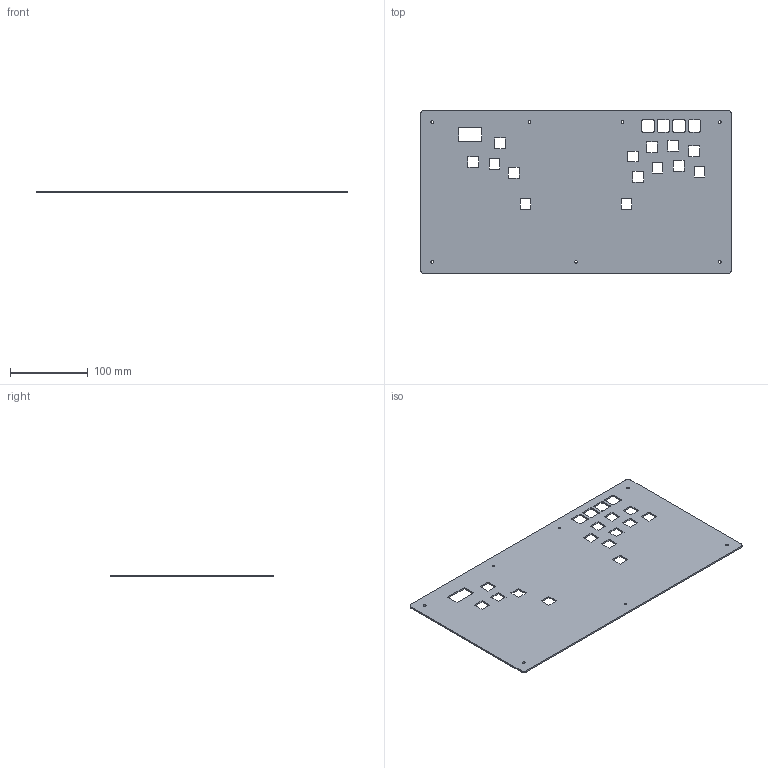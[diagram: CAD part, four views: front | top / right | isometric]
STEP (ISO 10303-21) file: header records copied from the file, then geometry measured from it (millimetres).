
FILE_DESCRIPTION(('FreeCAD Model'),'2;1');
FILE_NAME('Open CASCADE Shape Model','2024-02-07T16:32:16',(''),(''), 'Open CASCADE STEP processor 7.7','FreeCAD','Unknown');
FILE_SCHEMA(('AUTOMOTIVE_DESIGN { 1 0 10303 214 1 1 1 1 }'));
Length unit declared in the file: millimetre
Products named in the file (1): middle
Bounding box: 400 x 210 x 2 mm (x, y, z)
Volume: 159301.4 mm3; surface area: 164114.3 mm2
Topology: 1 solids, 1 shells, 109 faces, 321 edges, 214 vertices
Faces by surface type: plane 82, cylinder 27
Full cylindrical faces by diameter (mm): 3.4 x7
Entity records: 3737 total; most frequent: CARTESIAN_POINT 645, ORIENTED_EDGE 642, DIRECTION 595, EDGE_CURVE 321, LINE 267, VECTOR 267, VERTEX_POINT 214, AXIS2_PLACEMENT_3D 164
